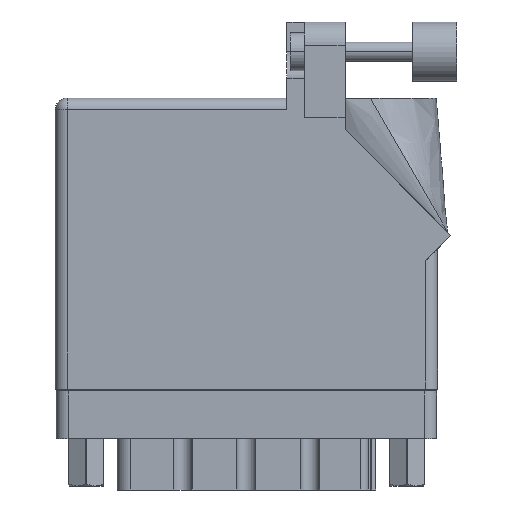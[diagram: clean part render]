
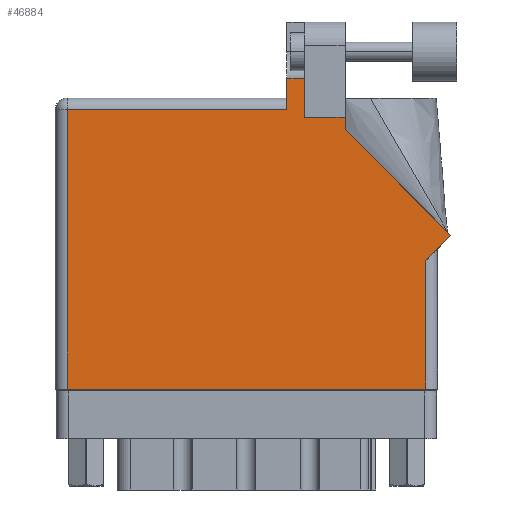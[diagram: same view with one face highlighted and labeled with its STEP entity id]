
A CAD part, front view. The second image highlights one B-rep face of the part: STEP entity #46884.
In plain terms, the highlighted face is planar.
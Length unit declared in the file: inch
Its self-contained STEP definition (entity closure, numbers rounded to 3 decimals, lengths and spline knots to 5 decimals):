
#92 = CARTESIAN_POINT ( 'NONE',  ( 2.08071, 0.80771, 0. ) ) ;
#154 = ORIENTED_EDGE ( 'NONE', *, *, #26901, .T. ) ;
#2093 = AXIS2_PLACEMENT_3D ( 'NONE', #24432, #28533, #9468 ) ;
#2139 = CARTESIAN_POINT ( 'NONE',  ( 1.524, 1.43, 0. ) ) ;
#2794 = VERTEX_POINT ( 'NONE', #30777 ) ;
#2850 = CARTESIAN_POINT ( 'NONE',  ( 1.948, 0., 0. ) ) ;
#4053 = VECTOR ( 'NONE', #8525, 39.37008 ) ;
#4961 = VERTEX_POINT ( 'NONE', #47958 ) ;
#5582 = EDGE_CURVE ( 'NONE', #47480, #2794, #46020, .T. ) ;
#6399 = EDGE_CURVE ( 'NONE', #47546, #47480, #12383, .T. ) ;
#6483 = CARTESIAN_POINT ( 'NONE',  ( 0., 0., 0. ) ) ;
#6550 = VECTOR ( 'NONE', #21942, 39.37008 ) ;
#6822 = LINE ( 'NONE', #30808, #41572 ) ;
#7631 = VECTOR ( 'NONE', #12949, 39.37008 ) ;
#8525 = DIRECTION ( 'NONE',  ( 0., -1., 0. ) ) ;
#8914 = EDGE_CURVE ( 'NONE', #44541, #36602, #21661, .T. ) ;
#9468 = DIRECTION ( 'NONE',  ( -1., 0., 0. ) ) ;
#10804 = EDGE_CURVE ( 'NONE', #49972, #47546, #30673, .T. ) ;
#11302 = CARTESIAN_POINT ( 'NONE',  ( 1.948, 0.737, 0. ) ) ;
#12313 = ORIENTED_EDGE ( 'NONE', *, *, #10804, .T. ) ;
#12383 = LINE ( 'NONE', #18078, #36158 ) ;
#12783 = VECTOR ( 'NONE', #49188, 39.37008 ) ;
#12949 = DIRECTION ( 'NONE',  ( 0., 1., 0. ) ) ;
#13116 = ORIENTED_EDGE ( 'NONE', *, *, #45632, .T. ) ;
#14842 = LINE ( 'NONE', #11302, #32533 ) ;
#15861 = DIRECTION ( 'NONE',  ( -1., 0., 0. ) ) ;
#16007 = CARTESIAN_POINT ( 'NONE',  ( 2.01, 0.737, 0. ) ) ;
#16237 = VERTEX_POINT ( 'NONE', #2850 ) ;
#16775 = VECTOR ( 'NONE', #41544, 39.37008 ) ;
#17034 = EDGE_CURVE ( 'NONE', #23304, #16237, #39452, .T. ) ;
#17636 = EDGE_CURVE ( 'NONE', #2794, #44541, #30234, .T. ) ;
#18078 = CARTESIAN_POINT ( 'NONE',  ( 1.524, 1.43, 0. ) ) ;
#19221 = CARTESIAN_POINT ( 'NONE',  ( 1.217, 1.6315, 0. ) ) ;
#19814 = FACE_OUTER_BOUND ( 'NONE', #32687, .T. ) ;
#20468 = VECTOR ( 'NONE', #15861, 39.37008 ) ;
#21250 = DIRECTION ( 'NONE',  ( 0., 1., 0. ) ) ;
#21661 = LINE ( 'NONE', #35581, #4053 ) ;
#21942 = DIRECTION ( 'NONE',  ( 1., 0., 0. ) ) ;
#23304 = VERTEX_POINT ( 'NONE', #43173 ) ;
#23478 = CARTESIAN_POINT ( 'NONE',  ( 0.062, 1.468, 0. ) ) ;
#23598 = ORIENTED_EDGE ( 'NONE', *, *, #33477, .T. ) ;
#24432 = CARTESIAN_POINT ( 'NONE',  ( 0., 1.53, 0. ) ) ;
#24820 = CARTESIAN_POINT ( 'NONE',  ( 1.524, 1.36442, 0. ) ) ;
#25653 = VERTEX_POINT ( 'NONE', #23478 ) ;
#26660 = CARTESIAN_POINT ( 'NONE',  ( 1.217, 1.468, 0. ) ) ;
#26901 = EDGE_CURVE ( 'NONE', #16237, #4961, #14842, .T. ) ;
#27020 = EDGE_CURVE ( 'NONE', #4961, #34624, #27636, .T. ) ;
#27636 = LINE ( 'NONE', #16007, #33129 ) ;
#28478 = EDGE_CURVE ( 'NONE', #36602, #25653, #6822, .T. ) ;
#28533 = DIRECTION ( 'NONE',  ( 0., 0., -1. ) ) ;
#29448 = VECTOR ( 'NONE', #21250, 39.37008 ) ;
#30234 = LINE ( 'NONE', #42677, #20468 ) ;
#30673 = LINE ( 'NONE', #24820, #29448 ) ;
#30777 = CARTESIAN_POINT ( 'NONE',  ( 1.311, 1.6315, 0. ) ) ;
#30808 = CARTESIAN_POINT ( 'NONE',  ( 0., 1.468, 0. ) ) ;
#32029 = CARTESIAN_POINT ( 'NONE',  ( 1.311, 1.43, 0. ) ) ;
#32533 = VECTOR ( 'NONE', #46074, 39.37008 ) ;
#32605 = ORIENTED_EDGE ( 'NONE', *, *, #5582, .T. ) ;
#32687 = EDGE_LOOP ( 'NONE', ( #32605, #47524, #41860, #45618, #13116, #50293, #154, #33241, #23598, #12313, #35722 ) ) ;
#32924 = CARTESIAN_POINT ( 'NONE',  ( 1.311, 1.43, 0. ) ) ;
#33129 = VECTOR ( 'NONE', #43319, 39.37008 ) ;
#33241 = ORIENTED_EDGE ( 'NONE', *, *, #27020, .T. ) ;
#33477 = EDGE_CURVE ( 'NONE', #34624, #49972, #36549, .T. ) ;
#33753 = DIRECTION ( 'NONE',  ( -1., 0., 0. ) ) ;
#34624 = VERTEX_POINT ( 'NONE', #92 ) ;
#35581 = CARTESIAN_POINT ( 'NONE',  ( 1.217, 1.53, 0. ) ) ;
#35722 = ORIENTED_EDGE ( 'NONE', *, *, #6399, .T. ) ;
#36158 = VECTOR ( 'NONE', #33753, 39.37008 ) ;
#36549 = LINE ( 'NONE', #40190, #12783 ) ;
#36602 = VERTEX_POINT ( 'NONE', #26660 ) ;
#39298 = DIRECTION ( 'NONE',  ( -1., 0., 0. ) ) ;
#39452 = LINE ( 'NONE', #6483, #6550 ) ;
#39965 = PLANE ( 'NONE',  #2093 ) ;
#40190 = CARTESIAN_POINT ( 'NONE',  ( 2.08071, 0.80771, 0. ) ) ;
#41544 = DIRECTION ( 'NONE',  ( 0., -1., 0. ) ) ;
#41572 = VECTOR ( 'NONE', #39298, 39.37008 ) ;
#41860 = ORIENTED_EDGE ( 'NONE', *, *, #8914, .T. ) ;
#42677 = CARTESIAN_POINT ( 'NONE',  ( 1.64177, 1.6315, 0. ) ) ;
#43173 = CARTESIAN_POINT ( 'NONE',  ( 0.062, 0., 0. ) ) ;
#43319 = DIRECTION ( 'NONE',  ( 0.707, 0.707, 0. ) ) ;
#44541 = VERTEX_POINT ( 'NONE', #19221 ) ;
#44872 = LINE ( 'NONE', #49513, #16775 ) ;
#45618 = ORIENTED_EDGE ( 'NONE', *, *, #28478, .T. ) ;
#45632 = EDGE_CURVE ( 'NONE', #25653, #23304, #44872, .T. ) ;
#45797 = CARTESIAN_POINT ( 'NONE',  ( 1.524, 1.36442, 0. ) ) ;
#46020 = LINE ( 'NONE', #32029, #7631 ) ;
#46074 = DIRECTION ( 'NONE',  ( 0., 1., 0. ) ) ;
#46884 = ADVANCED_FACE ( 'NONE', ( #19814 ), #39965, .F. ) ;
#47480 = VERTEX_POINT ( 'NONE', #32924 ) ;
#47524 = ORIENTED_EDGE ( 'NONE', *, *, #17636, .T. ) ;
#47546 = VERTEX_POINT ( 'NONE', #2139 ) ;
#47958 = CARTESIAN_POINT ( 'NONE',  ( 1.948, 0.675, 0. ) ) ;
#49188 = DIRECTION ( 'NONE',  ( -0.707, 0.707, 0. ) ) ;
#49513 = CARTESIAN_POINT ( 'NONE',  ( 0.062, 0., 0. ) ) ;
#49972 = VERTEX_POINT ( 'NONE', #45797 ) ;
#50293 = ORIENTED_EDGE ( 'NONE', *, *, #17034, .T. ) ;
